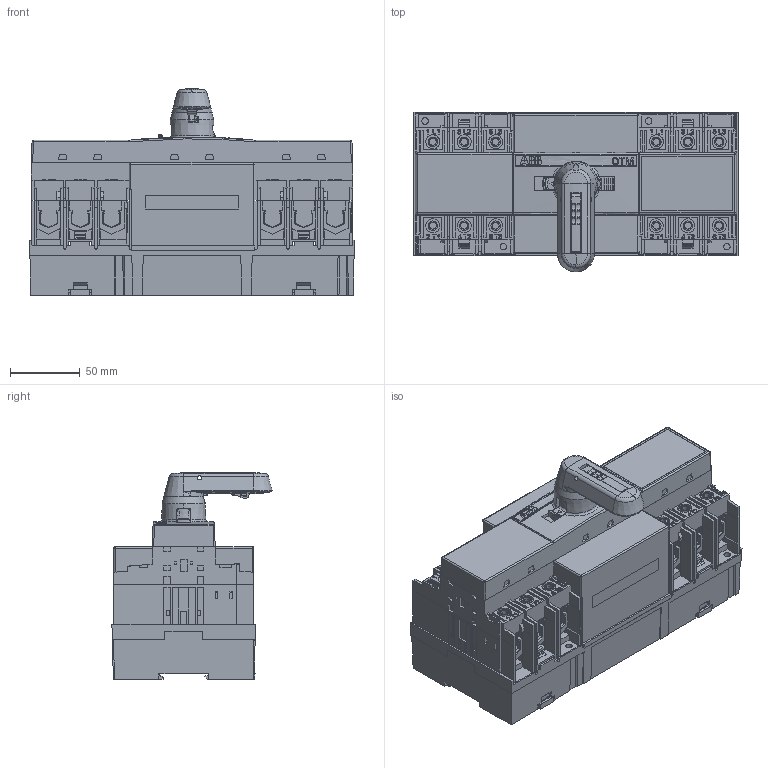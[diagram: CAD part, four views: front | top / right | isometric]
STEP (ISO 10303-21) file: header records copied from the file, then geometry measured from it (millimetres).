
FILE_DESCRIPTION((''),'2;1');
FILE_NAME('OTM63-125_2P_3P_COMPACTATS_ASM','2018-03-19T',('FIMABER1'),(''),'CREO PARAMETRIC BY PTC INC, 2017170','CREO PARAMETRIC BY PTC INC, 2017170','');
FILE_SCHEMA(('CONFIG_CONTROL_DESIGN'));
Products named in the file (23): OTM20D_21DSIMPLE3P_ASM_1_1_AF1; OTM20D_21DSIMPLE3P_ASM_1_2_AF0; OTM20D_21DSIMPLE3P_ASM_1_4_AF0; OTM20D_21DSIMPLE3P_ASM_1_5_AF0; OTM20D_21DSIMPLE3P_ASM_1_6_AF0; OTM20D_21DSIMPLE3P_ASM_1_7_AF0; OTM20D_21DSIMPLE3P_ASM_1_8_AF0; OTM20D_21DSIMPLE3P_ASM_1_9_AF0; OTM20D_21DSIMPLE3P_ASM_1_10_AF0; OTM20D_21DSIMPLE3P_ASM_1_11_AF0; OTM20D_21DSIMPLE3P_ASM_1_12_AF0; OTM20D_21DSIMPLE3P_ASM_1_13_AF0; OTM20D_21DSIMPLE3P_ASM_1_14_AF0; OTM20D_21DSIMPLE3P_ASM_1_15_AF0; OTM20D_21DSIMPLE3P_ASM_1_16_AF0; OTM20D_21DSIMPLE3P_ASM_1_17_AF0; OTM20D_21DSIMPLE3P_ASM_1_18_AF0; OTM20D_21DSIMPLE3P_ASM_1_19_AF0; OTM20D_21DSIMPLE3P_ASM_1_20; OTM20D_21DSIMPLE3P_ASM_1_21; OTM20D_21DSIMPLE3P_ASM_1_22_AF0; OTM20D_21DSIMPLE3P_ASM_1_AF1_ASM; OTM63-125_2P_3P_COMPACTATS_ASM
Assembly tree (22 placements, depth 3):
  OTM63-125_2P_3P_COMPACTATS_ASM
    OTM20D_21DSIMPLE3P_ASM_1_AF1_ASM
      OTM20D_21DSIMPLE3P_ASM_1_1_AF1
      OTM20D_21DSIMPLE3P_ASM_1_2_AF0
      OTM20D_21DSIMPLE3P_ASM_1_4_AF0
      OTM20D_21DSIMPLE3P_ASM_1_5_AF0
      OTM20D_21DSIMPLE3P_ASM_1_6_AF0
      OTM20D_21DSIMPLE3P_ASM_1_7_AF0
      OTM20D_21DSIMPLE3P_ASM_1_8_AF0
      OTM20D_21DSIMPLE3P_ASM_1_9_AF0
      OTM20D_21DSIMPLE3P_ASM_1_10_AF0
      OTM20D_21DSIMPLE3P_ASM_1_11_AF0
      OTM20D_21DSIMPLE3P_ASM_1_12_AF0
      OTM20D_21DSIMPLE3P_ASM_1_13_AF0
      OTM20D_21DSIMPLE3P_ASM_1_14_AF0
      OTM20D_21DSIMPLE3P_ASM_1_15_AF0
      OTM20D_21DSIMPLE3P_ASM_1_16_AF0
      OTM20D_21DSIMPLE3P_ASM_1_17_AF0
      OTM20D_21DSIMPLE3P_ASM_1_18_AF0
      OTM20D_21DSIMPLE3P_ASM_1_19_AF0
      OTM20D_21DSIMPLE3P_ASM_1_20
      OTM20D_21DSIMPLE3P_ASM_1_21
      OTM20D_21DSIMPLE3P_ASM_1_22_AF0
Bounding box: 233.2 x 114.63 x 148.02 mm (x, y, z)
Volume: 819916.8 mm3; surface area: 333589.8 mm2
Topology: 9 solids, 19 shells, 4701 faces, 13018 edges, 8451 vertices
Faces by surface type: plane 3401, cylinder 493, bspline 330, extrusion 234, cone 114, torus 72, sphere 56, revolution 1
Entity records: 201222 total; most frequent: CARTESIAN_POINT 78608, ORIENTED_EDGE 25893, DIRECTION 20247, EDGE_CURVE 12955, VECTOR 9792, LINE 9558, VERTEX_POINT 8450, AXIS2_PLACEMENT_3D 5227
